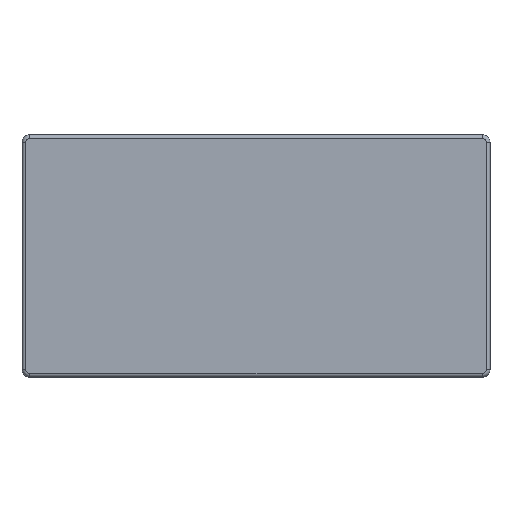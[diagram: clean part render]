
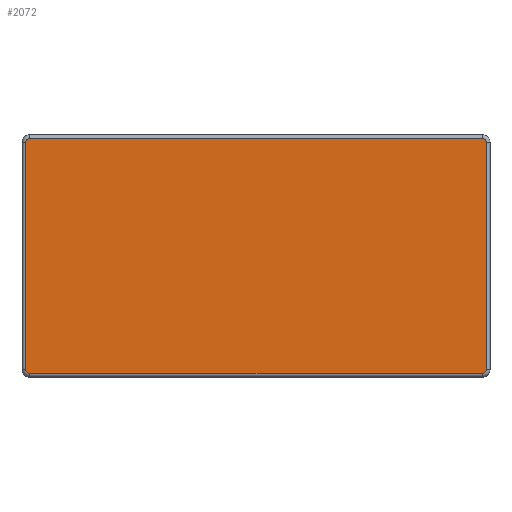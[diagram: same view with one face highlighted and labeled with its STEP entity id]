
A CAD part, top view. The second image highlights one B-rep face of the part: STEP entity #2072.
In plain terms, the highlighted planar face has unit normal (0, 0, 1).
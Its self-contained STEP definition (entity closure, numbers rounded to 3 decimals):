
#2001=CARTESIAN_POINT('Axis2P3D Location',(0.,0.,1.)) ;
#2006=CARTESIAN_POINT('Line Origine',(-0.5,-15.1,1.)) ;
#2010=CARTESIAN_POINT('Vertex',(-0.5,-30.2,1.)) ;
#2012=CARTESIAN_POINT('Vertex',(-0.5,0.,1.)) ;
#2015=CARTESIAN_POINT('Axis2P3D Location',(0.,-30.2,1.)) ;
#2019=CARTESIAN_POINT('Vertex',(0.,-30.7,1.)) ;
#2022=CARTESIAN_POINT('Line Origine',(30.1,-30.7,1.)) ;
#2026=CARTESIAN_POINT('Vertex',(60.2,-30.7,1.)) ;
#2029=CARTESIAN_POINT('Axis2P3D Location',(60.2,-30.2,1.)) ;
#2033=CARTESIAN_POINT('Vertex',(60.7,-30.2,1.)) ;
#2036=CARTESIAN_POINT('Line Origine',(60.7,-15.1,1.)) ;
#2040=CARTESIAN_POINT('Vertex',(60.7,0.,1.)) ;
#2043=CARTESIAN_POINT('Axis2P3D Location',(60.2,0.,1.)) ;
#2047=CARTESIAN_POINT('Vertex',(60.2,0.5,1.)) ;
#2050=CARTESIAN_POINT('Line Origine',(30.1,0.5,1.)) ;
#2054=CARTESIAN_POINT('Vertex',(0.,0.5,1.)) ;
#2057=CARTESIAN_POINT('Axis2P3D Location',(0.,0.,1.)) ;
#2002=DIRECTION('Axis2P3D Direction',(0.,0.,1.)) ;
#2003=DIRECTION('Axis2P3D XDirection',(1.,0.,0.)) ;
#2007=DIRECTION('Vector Direction',(0.,-1.,0.)) ;
#2016=DIRECTION('Axis2P3D Direction',(0.,0.,1.)) ;
#2023=DIRECTION('Vector Direction',(1.,0.,0.)) ;
#2030=DIRECTION('Axis2P3D Direction',(0.,0.,1.)) ;
#2037=DIRECTION('Vector Direction',(0.,1.,0.)) ;
#2044=DIRECTION('Axis2P3D Direction',(0.,0.,1.)) ;
#2051=DIRECTION('Vector Direction',(-1.,0.,0.)) ;
#2058=DIRECTION('Axis2P3D Direction',(0.,0.,1.)) ;
#2004=AXIS2_PLACEMENT_3D('Plane Axis2P3D',#2001,#2002,#2003) ;
#2017=AXIS2_PLACEMENT_3D('Circle Axis2P3D',#2015,#2016,$) ;
#2031=AXIS2_PLACEMENT_3D('Circle Axis2P3D',#2029,#2030,$) ;
#2045=AXIS2_PLACEMENT_3D('Circle Axis2P3D',#2043,#2044,$) ;
#2059=AXIS2_PLACEMENT_3D('Circle Axis2P3D',#2057,#2058,$) ;
#2063=ORIENTED_EDGE('',*,*,#2014,.F.) ;
#2064=ORIENTED_EDGE('',*,*,#2021,.F.) ;
#2065=ORIENTED_EDGE('',*,*,#2028,.F.) ;
#2066=ORIENTED_EDGE('',*,*,#2035,.F.) ;
#2067=ORIENTED_EDGE('',*,*,#2042,.F.) ;
#2068=ORIENTED_EDGE('',*,*,#2049,.F.) ;
#2069=ORIENTED_EDGE('',*,*,#2056,.F.) ;
#2070=ORIENTED_EDGE('',*,*,#2061,.F.) ;
#2008=VECTOR('Line Direction',#2007,1.) ;
#2024=VECTOR('Line Direction',#2023,1.) ;
#2038=VECTOR('Line Direction',#2037,1.) ;
#2052=VECTOR('Line Direction',#2051,1.) ;
#2072=ADVANCED_FACE('\X2\96F64EF651E04F554F53\X0\',(#2071),#2005,.T.) ;
#2018=CIRCLE('generated circle',#2017,0.5) ;
#2032=CIRCLE('generated circle',#2031,0.5) ;
#2046=CIRCLE('generated circle',#2045,0.5) ;
#2060=CIRCLE('generated circle',#2059,0.5) ;
#2014=EDGE_CURVE('',#2011,#2013,#2009,.F.) ;
#2021=EDGE_CURVE('',#2020,#2011,#2018,.F.) ;
#2028=EDGE_CURVE('',#2027,#2020,#2025,.F.) ;
#2035=EDGE_CURVE('',#2034,#2027,#2032,.F.) ;
#2042=EDGE_CURVE('',#2041,#2034,#2039,.F.) ;
#2049=EDGE_CURVE('',#2048,#2041,#2046,.F.) ;
#2056=EDGE_CURVE('',#2055,#2048,#2053,.F.) ;
#2061=EDGE_CURVE('',#2013,#2055,#2060,.F.) ;
#2062=EDGE_LOOP('',(#2063,#2064,#2065,#2066,#2067,#2068,#2069,#2070)) ;
#2071=FACE_OUTER_BOUND('',#2062,.T.) ;
#2009=LINE('Line',#2006,#2008) ;
#2025=LINE('Line',#2022,#2024) ;
#2039=LINE('Line',#2036,#2038) ;
#2053=LINE('Line',#2050,#2052) ;
#2005=PLANE('',#2004) ;
#2011=VERTEX_POINT('',#2010) ;
#2013=VERTEX_POINT('',#2012) ;
#2020=VERTEX_POINT('',#2019) ;
#2027=VERTEX_POINT('',#2026) ;
#2034=VERTEX_POINT('',#2033) ;
#2041=VERTEX_POINT('',#2040) ;
#2048=VERTEX_POINT('',#2047) ;
#2055=VERTEX_POINT('',#2054) ;
